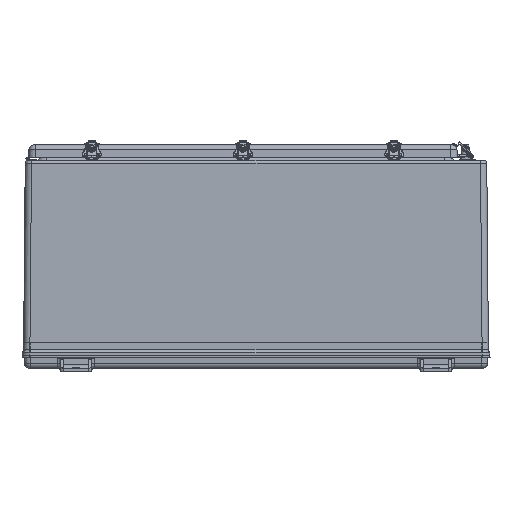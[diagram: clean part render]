
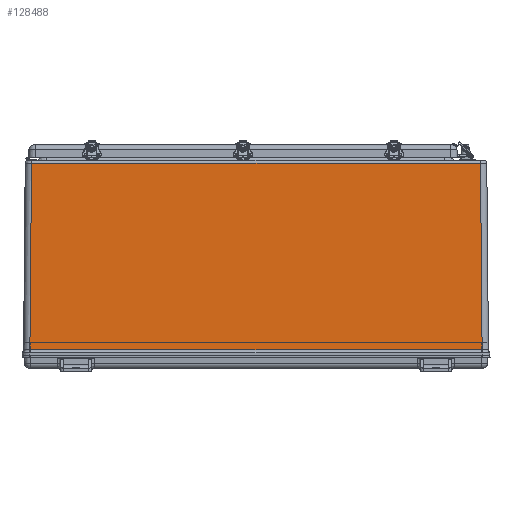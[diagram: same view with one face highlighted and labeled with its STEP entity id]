
A CAD part, front view. The second image highlights one B-rep face of the part: STEP entity #128488.
In plain terms, the highlighted planar face has unit normal (0, -1, 0.009).
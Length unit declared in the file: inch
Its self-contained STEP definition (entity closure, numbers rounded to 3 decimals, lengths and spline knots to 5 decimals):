
#39 = LINE ( 'NONE', #56117, #102928 ) ;
#2091 = CARTESIAN_POINT ( 'NONE',  ( 17.90491, -24.46739, 0.15624 ) ) ;
#5031 = VECTOR ( 'NONE', #34032, 39.37008 ) ;
#5225 = LINE ( 'NONE', #2091, #31469 ) ;
#5523 = VERTEX_POINT ( 'NONE', #60826 ) ;
#8096 = CARTESIAN_POINT ( 'NONE',  ( -18.40625, -24.46875, 0. ) ) ;
#14317 = VERTEX_POINT ( 'NONE', #137775 ) ;
#17994 = CARTESIAN_POINT ( 'NONE',  ( 17.90625, -24.46884, -0.01078 ) ) ;
#21081 = DIRECTION ( 'NONE',  ( 0., -0.009, -1. ) ) ;
#24435 = CARTESIAN_POINT ( 'NONE',  ( -18.40625, -24.33979, 14.77696 ) ) ;
#31469 = VECTOR ( 'NONE', #91761, 39.37008 ) ;
#34032 = DIRECTION ( 'NONE',  ( -0.009, -0.009, -1. ) ) ;
#44248 = PLANE ( 'NONE',  #61728 ) ;
#48878 = CARTESIAN_POINT ( 'NONE',  ( -17.90625, -24.4688, -0.00539 ) ) ;
#56117 = CARTESIAN_POINT ( 'NONE',  ( 17.90625, -24.4688, -0.00539 ) ) ;
#60826 = CARTESIAN_POINT ( 'NONE',  ( -17.90625, -24.46884, -0.01078 ) ) ;
#61728 = AXIS2_PLACEMENT_3D ( 'NONE', #8096, #99442, #21081 ) ;
#64596 = EDGE_CURVE ( 'NONE', #5523, #90644, #86168, .T. ) ;
#68069 = DIRECTION ( 'NONE',  ( 1., 0., 0. ) ) ;
#81660 = ORIENTED_EDGE ( 'NONE', *, *, #123062, .F. ) ;
#81705 = LINE ( 'NONE', #113448, #5031 ) ;
#85261 = VECTOR ( 'NONE', #152516, 39.37008 ) ;
#85467 = EDGE_CURVE ( 'NONE', #166731, #90644, #39, .T. ) ;
#86168 = LINE ( 'NONE', #144226, #152608 ) ;
#87558 = DIRECTION ( 'NONE',  ( -1., 0., 0. ) ) ;
#90003 = VERTEX_POINT ( 'NONE', #161112 ) ;
#90129 = ORIENTED_EDGE ( 'NONE', *, *, #85467, .F. ) ;
#90644 = VERTEX_POINT ( 'NONE', #17994 ) ;
#91761 = DIRECTION ( 'NONE',  ( 0.009, -0.009, -1. ) ) ;
#91781 = ORIENTED_EDGE ( 'NONE', *, *, #64596, .T. ) ;
#97045 = FACE_OUTER_BOUND ( 'NONE', #124382, .T. ) ;
#98907 = LINE ( 'NONE', #24435, #107050 ) ;
#99442 = DIRECTION ( 'NONE',  ( 0., -1., 0.009 ) ) ;
#102386 = CARTESIAN_POINT ( 'NONE',  ( 17.90626, -24.46875, 0. ) ) ;
#102928 = VECTOR ( 'NONE', #105234, 39.37008 ) ;
#104035 = CARTESIAN_POINT ( 'NONE',  ( -17.77731, -24.33979, 14.77696 ) ) ;
#105234 = DIRECTION ( 'NONE',  ( 0., -0.009, -1. ) ) ;
#107050 = VECTOR ( 'NONE', #87558, 39.37008 ) ;
#108504 = EDGE_CURVE ( 'NONE', #14317, #166731, #5225, .T. ) ;
#108929 = VERTEX_POINT ( 'NONE', #104035 ) ;
#113448 = CARTESIAN_POINT ( 'NONE',  ( -17.77731, -24.33979, 14.77696 ) ) ;
#115621 = EDGE_CURVE ( 'NONE', #108929, #90003, #81705, .T. ) ;
#118321 = ORIENTED_EDGE ( 'NONE', *, *, #131101, .T. ) ;
#123062 = EDGE_CURVE ( 'NONE', #5523, #90003, #145813, .T. ) ;
#124382 = EDGE_LOOP ( 'NONE', ( #135357, #81660, #91781, #90129, #139427, #118321 ) ) ;
#128488 = ADVANCED_FACE ( 'NONE', ( #97045 ), #44248, .T. ) ;
#131101 = EDGE_CURVE ( 'NONE', #14317, #108929, #98907, .T. ) ;
#135357 = ORIENTED_EDGE ( 'NONE', *, *, #115621, .T. ) ;
#137775 = CARTESIAN_POINT ( 'NONE',  ( 17.77731, -24.33979, 14.77696 ) ) ;
#139427 = ORIENTED_EDGE ( 'NONE', *, *, #108504, .F. ) ;
#144226 = CARTESIAN_POINT ( 'NONE',  ( -18.40625, -24.46884, -0.01078 ) ) ;
#145813 = LINE ( 'NONE', #48878, #85261 ) ;
#152516 = DIRECTION ( 'NONE',  ( 0., 0.009, 1. ) ) ;
#152608 = VECTOR ( 'NONE', #68069, 39.37008 ) ;
#161112 = CARTESIAN_POINT ( 'NONE',  ( -17.90626, -24.46875, 0. ) ) ;
#166731 = VERTEX_POINT ( 'NONE', #102386 ) ;
